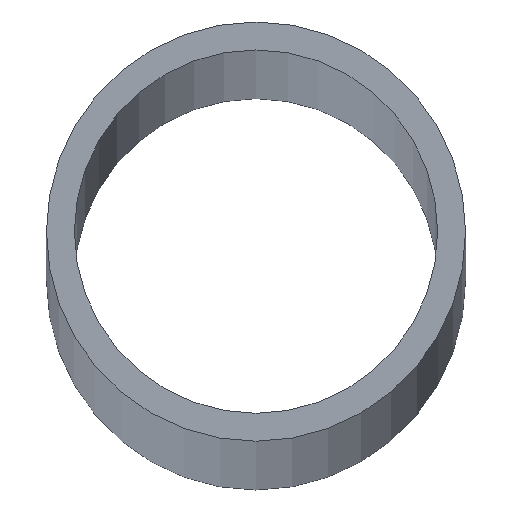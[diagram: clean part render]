
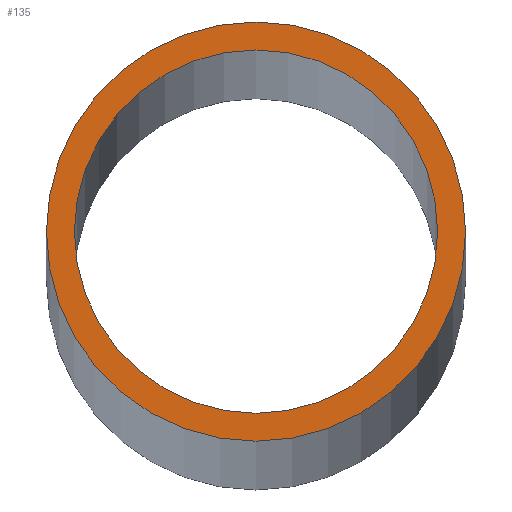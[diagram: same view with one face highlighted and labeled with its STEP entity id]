
A CAD part, top view. The second image highlights one B-rep face of the part: STEP entity #135.
In plain terms, the highlighted planar face has unit normal (0, 0, 1).
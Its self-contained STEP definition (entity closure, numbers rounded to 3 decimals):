
#1 = AXIS2_PLACEMENT_3D ( 'NONE', #71, #107, #169 ) ;
#8 = PLANE ( 'NONE',  #1 ) ;
#10 = ORIENTED_EDGE ( 'NONE', *, *, #46, .F. ) ;
#12 = CARTESIAN_POINT ( 'NONE',  ( 0., 0., 2000. ) ) ;
#18 = CIRCLE ( 'NONE', #61, 13. ) ;
#29 = CARTESIAN_POINT ( 'NONE',  ( 0., 0., 2000. ) ) ;
#35 = ORIENTED_EDGE ( 'NONE', *, *, #80, .T. ) ;
#46 = EDGE_CURVE ( 'NONE', #197, #103, #153, .T. ) ;
#49 = AXIS2_PLACEMENT_3D ( 'NONE', #94, #60, #124 ) ;
#59 = CIRCLE ( 'NONE', #86, 13. ) ;
#60 = DIRECTION ( 'NONE',  ( 0., 0., -1. ) ) ;
#61 = AXIS2_PLACEMENT_3D ( 'NONE', #191, #74, #189 ) ;
#62 = EDGE_LOOP ( 'NONE', ( #150, #35 ) ) ;
#63 = DIRECTION ( 'NONE',  ( 0., 0., -1. ) ) ;
#66 = VERTEX_POINT ( 'NONE', #186 ) ;
#71 = CARTESIAN_POINT ( 'NONE',  ( 1.279, 0., 2000. ) ) ;
#74 = DIRECTION ( 'NONE',  ( 0., 0., -1. ) ) ;
#80 = EDGE_CURVE ( 'NONE', #211, #66, #18, .T. ) ;
#86 = AXIS2_PLACEMENT_3D ( 'NONE', #12, #113, #192 ) ;
#94 = CARTESIAN_POINT ( 'NONE',  ( 0., 0., 2000. ) ) ;
#95 = AXIS2_PLACEMENT_3D ( 'NONE', #29, #63, #143 ) ;
#103 = VERTEX_POINT ( 'NONE', #109 ) ;
#107 = DIRECTION ( 'NONE',  ( 0., 0., 1. ) ) ;
#109 = CARTESIAN_POINT ( 'NONE',  ( -15., 0., 2000. ) ) ;
#113 = DIRECTION ( 'NONE',  ( 0., 0., -1. ) ) ;
#116 = FACE_BOUND ( 'NONE', #62, .T. ) ;
#117 = CARTESIAN_POINT ( 'NONE',  ( 15., 0., 2000. ) ) ;
#124 = DIRECTION ( 'NONE',  ( 1., 0., 0. ) ) ;
#131 = CIRCLE ( 'NONE', #95, 15. ) ;
#135 = ADVANCED_FACE ( 'NONE', ( #116, #210 ), #8, .T. ) ;
#143 = DIRECTION ( 'NONE',  ( 1., 0., 0. ) ) ;
#146 = EDGE_CURVE ( 'NONE', #103, #197, #131, .T. ) ;
#150 = ORIENTED_EDGE ( 'NONE', *, *, #177, .T. ) ;
#153 = CIRCLE ( 'NONE', #49, 15. ) ;
#156 = ORIENTED_EDGE ( 'NONE', *, *, #146, .F. ) ;
#169 = DIRECTION ( 'NONE',  ( 1., 0., 0. ) ) ;
#174 = CARTESIAN_POINT ( 'NONE',  ( -13., 0., 2000. ) ) ;
#177 = EDGE_CURVE ( 'NONE', #66, #211, #59, .T. ) ;
#186 = CARTESIAN_POINT ( 'NONE',  ( 13., 0., 2000. ) ) ;
#189 = DIRECTION ( 'NONE',  ( 1., 0., 0. ) ) ;
#191 = CARTESIAN_POINT ( 'NONE',  ( 0., 0., 2000. ) ) ;
#192 = DIRECTION ( 'NONE',  ( 1., 0., 0. ) ) ;
#197 = VERTEX_POINT ( 'NONE', #117 ) ;
#200 = EDGE_LOOP ( 'NONE', ( #10, #156 ) ) ;
#210 = FACE_OUTER_BOUND ( 'NONE', #200, .T. ) ;
#211 = VERTEX_POINT ( 'NONE', #174 ) ;
